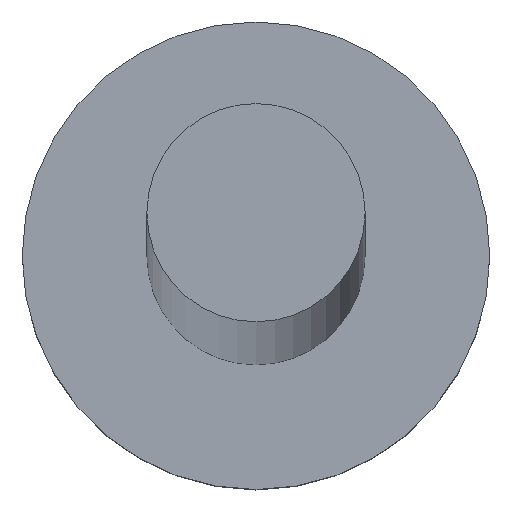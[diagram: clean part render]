
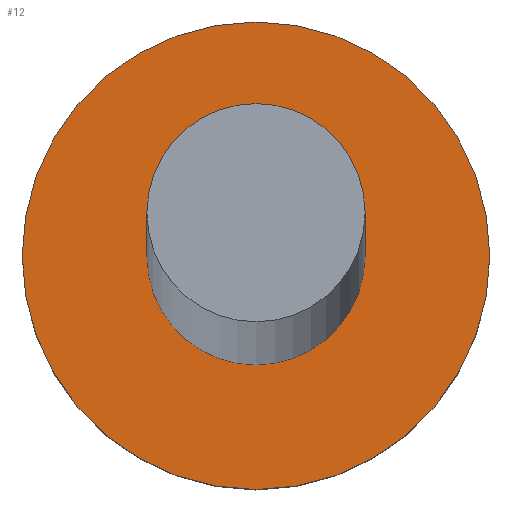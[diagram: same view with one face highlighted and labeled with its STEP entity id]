
A CAD part, top view. The second image highlights one B-rep face of the part: STEP entity #12.
In plain terms, the highlighted planar face has unit normal (0, 0, 1).
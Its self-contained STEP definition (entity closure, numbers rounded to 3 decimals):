
#12 = ADVANCED_FACE ( 'NONE', ( #183, #89 ), #155, .T. ) ;
#16 = DIRECTION ( 'NONE',  ( 0., 0., 1. ) ) ;
#20 = AXIS2_PLACEMENT_3D ( 'NONE', #32, #16, #134 ) ;
#23 = CARTESIAN_POINT ( 'NONE',  ( -1.5, 0., 1.5 ) ) ;
#27 = EDGE_LOOP ( 'NONE', ( #177, #102 ) ) ;
#31 = EDGE_CURVE ( 'NONE', #67, #45, #93, .T. ) ;
#32 = CARTESIAN_POINT ( 'NONE',  ( 0., 0., 1.5 ) ) ;
#45 = VERTEX_POINT ( 'NONE', #235 ) ;
#46 = DIRECTION ( 'NONE',  ( 0., 0., 1. ) ) ;
#50 = AXIS2_PLACEMENT_3D ( 'NONE', #72, #46, #104 ) ;
#59 = AXIS2_PLACEMENT_3D ( 'NONE', #147, #172, #126 ) ;
#67 = VERTEX_POINT ( 'NONE', #194 ) ;
#72 = CARTESIAN_POINT ( 'NONE',  ( 0., 0., 1.5 ) ) ;
#73 = EDGE_CURVE ( 'NONE', #231, #83, #85, .T. ) ;
#78 = CARTESIAN_POINT ( 'NONE',  ( 0., 0., 1.5 ) ) ;
#83 = VERTEX_POINT ( 'NONE', #23 ) ;
#84 = ORIENTED_EDGE ( 'NONE', *, *, #31, .F. ) ;
#85 = CIRCLE ( 'NONE', #238, 1.5 ) ;
#89 = FACE_OUTER_BOUND ( 'NONE', #27, .T. ) ;
#93 = CIRCLE ( 'NONE', #50, 0.7 ) ;
#100 = CARTESIAN_POINT ( 'NONE',  ( 1.5, 0., 1.5 ) ) ;
#102 = ORIENTED_EDGE ( 'NONE', *, *, #73, .T. ) ;
#104 = DIRECTION ( 'NONE',  ( 1., 0., 0. ) ) ;
#120 = DIRECTION ( 'NONE',  ( 0., 0., 1. ) ) ;
#126 = DIRECTION ( 'NONE',  ( 1., 0., 0. ) ) ;
#134 = DIRECTION ( 'NONE',  ( 1., 0., 0. ) ) ;
#137 = DIRECTION ( 'NONE',  ( 0., 0., 1. ) ) ;
#147 = CARTESIAN_POINT ( 'NONE',  ( 0., 0., 1.5 ) ) ;
#155 = PLANE ( 'NONE',  #59 ) ;
#172 = DIRECTION ( 'NONE',  ( 0., 0., 1. ) ) ;
#177 = ORIENTED_EDGE ( 'NONE', *, *, #208, .T. ) ;
#183 = FACE_BOUND ( 'NONE', #241, .T. ) ;
#190 = DIRECTION ( 'NONE',  ( 1., 0., 0. ) ) ;
#194 = CARTESIAN_POINT ( 'NONE',  ( -0.7, 0., 1.5 ) ) ;
#196 = CARTESIAN_POINT ( 'NONE',  ( 0., 0., 1.5 ) ) ;
#208 = EDGE_CURVE ( 'NONE', #83, #231, #255, .T. ) ;
#213 = CIRCLE ( 'NONE', #20, 0.7 ) ;
#222 = DIRECTION ( 'NONE',  ( 1., 0., 0. ) ) ;
#231 = VERTEX_POINT ( 'NONE', #100 ) ;
#235 = CARTESIAN_POINT ( 'NONE',  ( 0.7, 0., 1.5 ) ) ;
#238 = AXIS2_PLACEMENT_3D ( 'NONE', #196, #137, #222 ) ;
#239 = EDGE_CURVE ( 'NONE', #45, #67, #213, .T. ) ;
#241 = EDGE_LOOP ( 'NONE', ( #84, #253 ) ) ;
#243 = AXIS2_PLACEMENT_3D ( 'NONE', #78, #120, #190 ) ;
#253 = ORIENTED_EDGE ( 'NONE', *, *, #239, .F. ) ;
#255 = CIRCLE ( 'NONE', #243, 1.5 ) ;
